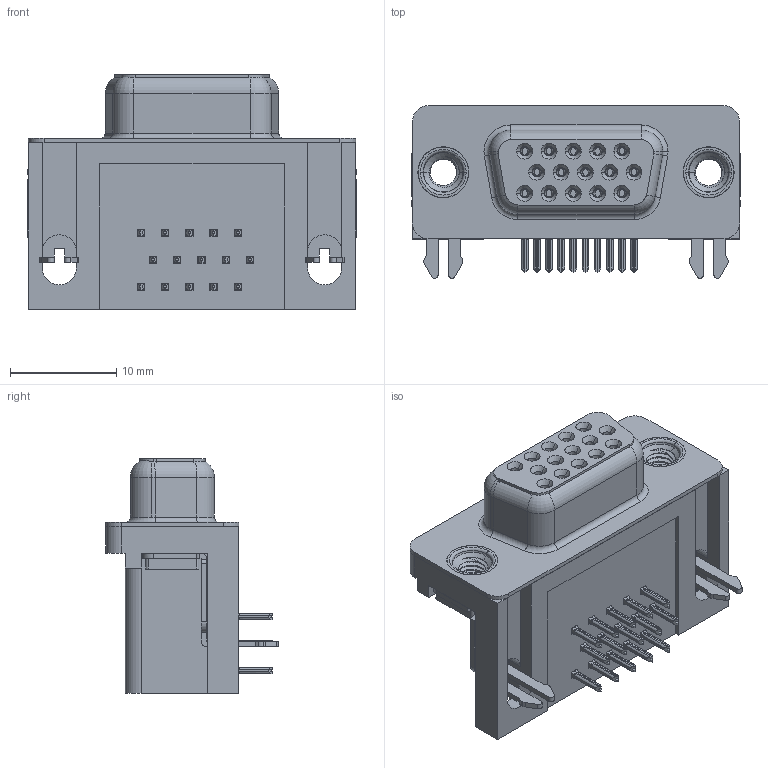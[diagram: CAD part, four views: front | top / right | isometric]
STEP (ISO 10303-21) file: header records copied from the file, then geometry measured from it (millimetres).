
FILE_DESCRIPTION (( 'STEP AP203' ), '1' );
FILE_NAME ('634-015-263-035.STEP', '2018-11-09T19:45:19', ( '' ), ( '' ), 'SwSTEP 2.0', 'SolidWorks 2016', '' );
FILE_SCHEMA (( 'CONFIG_CONTROL_DESIGN' ));
Length unit declared in the file: millimetre
Products named in the file (8): M3 Threaded Rivet; 634-015-263-035; 634 Housing; 634 Shell; Contact Bottom; Contact Middle; Contact Top; 2 Prong Board Lock
Assembly tree (21 placements, depth 2):
  634-015-263-035
    634 Housing
    634 Shell
    Contact Bottom  x5
    Contact Middle  x5
    Contact Top  x5
    2 Prong Board Lock  x2
    M3 Threaded Rivet  x2
Bounding box: 30.89 x 16.25 x 22.1 mm (x, y, z)
Volume: 4547.1 mm3; surface area: 6509.2 mm2
Topology: 21 solids, 21 shells, 2461 faces, 6484 edges, 4082 vertices
Faces by surface type: plane 1098, cylinder 611, bspline 526, cone 188, torus 38
Entity records: 32161 total; most frequent: CARTESIAN_POINT 11259, ORIENTED_EDGE 4336, DIRECTION 3697, EDGE_CURVE 2168, VERTEX_POINT 1379, LINE 1321, VECTOR 1321, AXIS2_PLACEMENT_3D 1188
